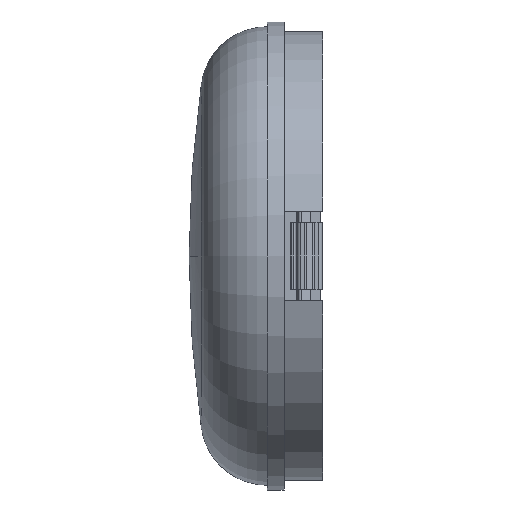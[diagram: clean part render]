
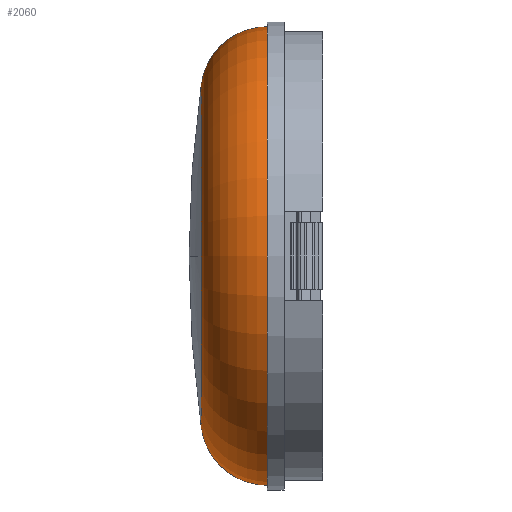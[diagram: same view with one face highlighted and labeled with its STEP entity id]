
A CAD part, left-side view. The second image highlights one B-rep face of the part: STEP entity #2060.
In plain terms, the highlighted toroidal (fillet/blend) face has major radius 60.75 mm and minor radius 25 mm.
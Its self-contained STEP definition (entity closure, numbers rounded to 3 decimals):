
#135 = AXIS2_PLACEMENT_3D ( 'NONE', #3738, #2665, #1045 ) ;
#337 = CARTESIAN_POINT ( 'NONE',  ( 0., 20.7, -60.75 ) ) ;
#441 = CARTESIAN_POINT ( 'NONE',  ( 0., 45.451, 0. ) ) ;
#553 = CARTESIAN_POINT ( 'NONE',  ( -64.271, 45.451, 0. ) ) ;
#611 = CARTESIAN_POINT ( 'NONE',  ( 0., 20.7, 85.75 ) ) ;
#622 = ORIENTED_EDGE ( 'NONE', *, *, #2235, .T. ) ;
#876 = DIRECTION ( 'NONE',  ( 0., -1., 0. ) ) ;
#1008 = VERTEX_POINT ( 'NONE', #3296 ) ;
#1017 = ORIENTED_EDGE ( 'NONE', *, *, #4042, .F. ) ;
#1045 = DIRECTION ( 'NONE',  ( 0., 0., -1. ) ) ;
#1076 = DIRECTION ( 'NONE',  ( 0., 0., 1. ) ) ;
#1117 = CARTESIAN_POINT ( 'NONE',  ( 0., 20.7, -85.75 ) ) ;
#1131 = DIRECTION ( 'NONE',  ( 1., 0., 0. ) ) ;
#1362 = AXIS2_PLACEMENT_3D ( 'NONE', #2636, #1131, #2612 ) ;
#1528 = EDGE_CURVE ( 'NONE', #1008, #2932, #4480, .T. ) ;
#1546 = CIRCLE ( 'NONE', #4421, 85.75 ) ;
#1637 = EDGE_CURVE ( 'NONE', #1008, #2226, #1772, .T. ) ;
#1772 = CIRCLE ( 'NONE', #1362, 25. ) ;
#1779 = CARTESIAN_POINT ( 'NONE',  ( 0., 20.7, 0. ) ) ;
#1784 = CIRCLE ( 'NONE', #4660, 25. ) ;
#1915 = CARTESIAN_POINT ( 'NONE',  ( 0., 45.451, -64.271 ) ) ;
#2060 = ADVANCED_FACE ( 'NONE', ( #2279 ), #4973, .T. ) ;
#2226 = VERTEX_POINT ( 'NONE', #611 ) ;
#2235 = EDGE_CURVE ( 'NONE', #3160, #2843, #1784, .T. ) ;
#2279 = FACE_OUTER_BOUND ( 'NONE', #3897, .T. ) ;
#2482 = AXIS2_PLACEMENT_3D ( 'NONE', #441, #876, #2802 ) ;
#2560 = DIRECTION ( 'NONE',  ( -1., 0., 0. ) ) ;
#2612 = DIRECTION ( 'NONE',  ( 0., 0., -1. ) ) ;
#2636 = CARTESIAN_POINT ( 'NONE',  ( 0., 20.7, 60.75 ) ) ;
#2665 = DIRECTION ( 'NONE',  ( 0., -1., 0. ) ) ;
#2797 = DIRECTION ( 'NONE',  ( 0., 0., -1. ) ) ;
#2802 = DIRECTION ( 'NONE',  ( 0., 0., -1. ) ) ;
#2843 = VERTEX_POINT ( 'NONE', #1117 ) ;
#2932 = VERTEX_POINT ( 'NONE', #553 ) ;
#3006 = AXIS2_PLACEMENT_3D ( 'NONE', #1779, #3339, #4904 ) ;
#3052 = ORIENTED_EDGE ( 'NONE', *, *, #1528, .T. ) ;
#3117 = CIRCLE ( 'NONE', #2482, 64.271 ) ;
#3160 = VERTEX_POINT ( 'NONE', #1915 ) ;
#3296 = CARTESIAN_POINT ( 'NONE',  ( 0., 45.451, 64.271 ) ) ;
#3339 = DIRECTION ( 'NONE',  ( 0., -1., 0. ) ) ;
#3629 = DIRECTION ( 'NONE',  ( 0., -1., 0. ) ) ;
#3738 = CARTESIAN_POINT ( 'NONE',  ( 0., 45.451, 0. ) ) ;
#3897 = EDGE_LOOP ( 'NONE', ( #5054, #3052, #4071, #622, #1017 ) ) ;
#4011 = CARTESIAN_POINT ( 'NONE',  ( 0., 20.7, 0. ) ) ;
#4042 = EDGE_CURVE ( 'NONE', #2226, #2843, #1546, .T. ) ;
#4071 = ORIENTED_EDGE ( 'NONE', *, *, #4837, .T. ) ;
#4421 = AXIS2_PLACEMENT_3D ( 'NONE', #4011, #3629, #2797 ) ;
#4480 = CIRCLE ( 'NONE', #135, 64.271 ) ;
#4660 = AXIS2_PLACEMENT_3D ( 'NONE', #337, #2560, #1076 ) ;
#4837 = EDGE_CURVE ( 'NONE', #2932, #3160, #3117, .T. ) ;
#4904 = DIRECTION ( 'NONE',  ( 0., 0., -1. ) ) ;
#4973 = TOROIDAL_SURFACE ( 'NONE', #3006, 60.75, 25. ) ;
#5054 = ORIENTED_EDGE ( 'NONE', *, *, #1637, .F. ) ;
